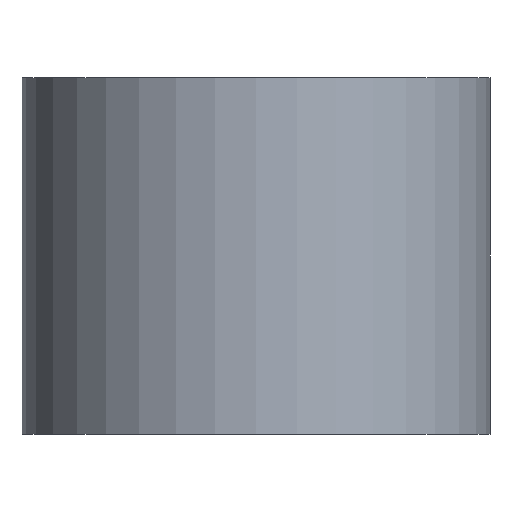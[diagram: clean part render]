
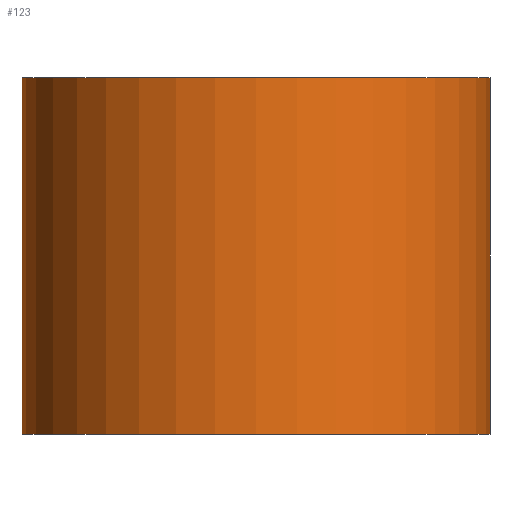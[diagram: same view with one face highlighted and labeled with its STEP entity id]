
A CAD part, front view. The second image highlights one B-rep face of the part: STEP entity #123.
In plain terms, the highlighted cylindrical face has radius 12.5 mm (diameter 25 mm), a partial arc.
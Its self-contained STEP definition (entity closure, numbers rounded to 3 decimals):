
#56=CARTESIAN_POINT('POINT5',(12.5,0.,9.525));
#57=VERTEX_POINT('VERTEX5',#56);
#58=CARTESIAN_POINT('POINT6',(-12.5,0.,
   9.525));
#59=VERTEX_POINT('VERTEX6',#58);
#60=CARTESIAN_POINT('POS6',(0.,0.,9.525));
#61=DIRECTION('DIR9',(0.,0.,1.));
#62=DIRECTION('DIR10',(1.,0.,0.));
#63=AXIS2_PLACEMENT_3D('AXIS4',#60,#61,#62);
#64=CIRCLE('ELLIPSE3',#63,12.5);
#67=EDGE_CURVE('EDGE8',#59,#57,#64,.T.);
#81=CARTESIAN_POINT('POINT7',(12.5,0.,-9.525));
#82=VERTEX_POINT('VERTEX7',#81);
#83=CARTESIAN_POINT('POINT8',(-12.5,0.,
   -9.525));
#84=VERTEX_POINT('VERTEX8',#83);
#85=CARTESIAN_POINT('POS8',(0.,0.,-9.525));
#86=DIRECTION('DIR13',(0.,0.,-1.));
#87=DIRECTION('DIR14',(1.,0.,0.));
#88=AXIS2_PLACEMENT_3D('AXIS6',#85,#86,#87);
#89=CIRCLE('ELLIPSE4',#88,12.5);
#90=EDGE_CURVE('EDGE9',#82,#84,#89,.T.);
#102=CARTESIAN_POINT('POS10',(12.5,0.,0.)
   );
#103=DIRECTION('DIR17',(0.,0.,1.));
#104=VECTOR('VEC3',#103,1.);
#105=LINE('STRAIGHT3',#102,#104);
#106=EDGE_CURVE('EDGE11',#82,#57,#105,.T.);
#107=ORIENTED_EDGE('COEDGE17',*,*,#106,.T.);
#108=ORIENTED_EDGE('COEDGE18',*,*,#67,.F.);
#109=CARTESIAN_POINT('POS11',(-12.5,0.,0.)
   );
#110=DIRECTION('DIR18',(0.,0.,-1.));
#111=VECTOR('VEC4',#110,1.);
#112=LINE('STRAIGHT4',#109,#111);
#113=EDGE_CURVE('EDGE12',#59,#84,#112,.T.);
#114=ORIENTED_EDGE('COEDGE19',*,*,#113,.T.);
#115=ORIENTED_EDGE('COEDGE20',*,*,#90,.F.);
#116=EDGE_LOOP('NONE',(#107,#108,#114,#115));
#117=FACE_BOUND('LOOP1',#116,.T.);
#118=CARTESIAN_POINT('POS12',(0.,0.,0.));
#119=DIRECTION('DIR19',(0.,0.,1.));
#120=DIRECTION('DIR20',(1.,0.,0.));
#121=AXIS2_PLACEMENT_3D('AXIS8',#118,#119,#120);
#122=CYLINDRICAL_SURFACE('CONE_SURF2',#121,12.5);
#123=ADVANCED_FACE('FACE5',(#117),#122,.T.);
